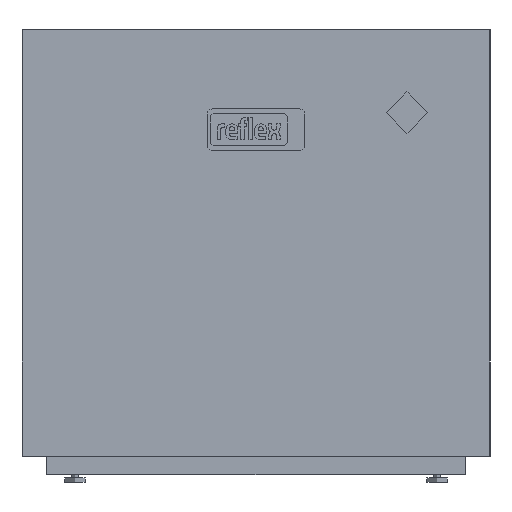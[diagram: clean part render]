
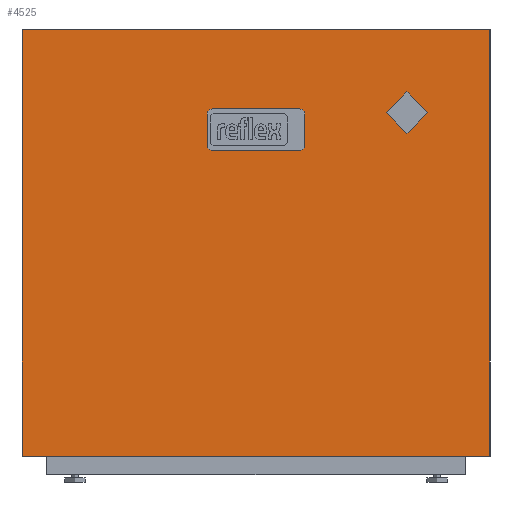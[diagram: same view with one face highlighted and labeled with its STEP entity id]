
A CAD part, left-side view. The second image highlights one B-rep face of the part: STEP entity #4525.
In plain terms, the highlighted planar face has unit normal (-1, 0, 0).
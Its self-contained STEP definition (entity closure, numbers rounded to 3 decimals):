
#525=LINE($,#8161,#952);
#529=LINE($,#8170,#956);
#534=LINE($,#8178,#961);
#536=LINE($,#8182,#963);
#952=VECTOR($,#6460,620.);
#956=VECTOR($,#6466,620.);
#961=VECTOR($,#6473,565.);
#963=VECTOR($,#6479,565.);
#1150=PLANE($,#5065);
#1464=FACE_OUTER_BOUND($,#1776,.T.);
#1776=EDGE_LOOP($,(#4149,#4150,#4151,#4152));
#2416=VERTEX_POINT($,#8159);
#2417=VERTEX_POINT($,#8160);
#2420=VERTEX_POINT($,#8168);
#2421=VERTEX_POINT($,#8169);
#2991=EDGE_CURVE($,#2416,#2417,#525,.T.);
#2995=EDGE_CURVE($,#2420,#2421,#529,.T.);
#3000=EDGE_CURVE($,#2416,#2421,#534,.T.);
#3002=EDGE_CURVE($,#2417,#2420,#536,.T.);
#4149=ORIENTED_EDGE($,*,*,#3000,.T.);
#4150=ORIENTED_EDGE($,*,*,#2995,.F.);
#4151=ORIENTED_EDGE($,*,*,#3002,.F.);
#4152=ORIENTED_EDGE($,*,*,#2991,.F.);
#4525=ADVANCED_FACE($,(#1464),#1150,.F.);
#5065=AXIS2_PLACEMENT_3D($,#8183,#6480,#6481);
#6460=DIRECTION($,(0.,-1.,0.));
#6466=DIRECTION($,(0.,1.,0.));
#6473=DIRECTION($,(0.,0.,-1.));
#6479=DIRECTION($,(0.,0.,-1.));
#6480=DIRECTION('center_axis',(1.,0.,0.));
#6481=DIRECTION('ref_axis',(0.,0.,1.));
#8159=CARTESIAN_POINT('',(0.,310.,599.8));
#8160=CARTESIAN_POINT('',(0.,-310.,599.8));
#8161=CARTESIAN_POINT($,(0.,0.,599.8));
#8168=CARTESIAN_POINT('',(0.,-310.,34.8));
#8169=CARTESIAN_POINT('',(0.,310.,34.8));
#8170=CARTESIAN_POINT($,(0.,0.,34.8));
#8178=CARTESIAN_POINT($,(0.,310.,317.3));
#8182=CARTESIAN_POINT($,(0.,-310.,317.3));
#8183=CARTESIAN_POINT('Origin',(0.,0.,317.3));
